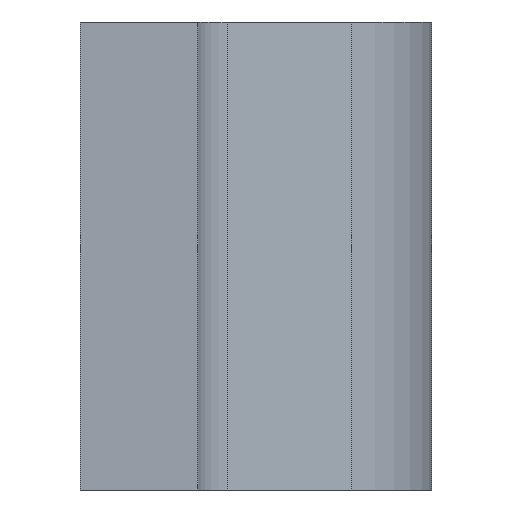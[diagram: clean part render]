
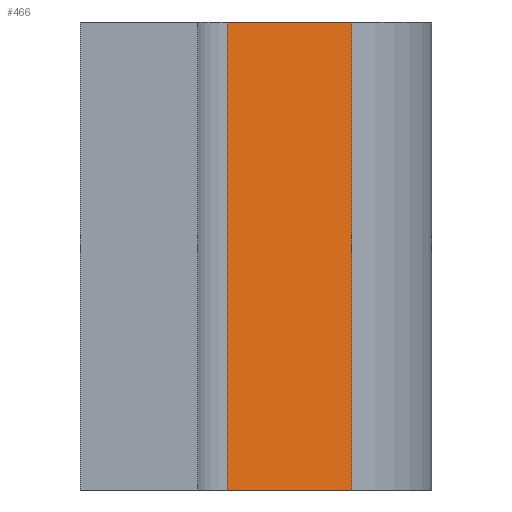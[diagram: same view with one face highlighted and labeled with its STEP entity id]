
A CAD part, left-side view. The second image highlights one B-rep face of the part: STEP entity #466.
In plain terms, the highlighted planar face has unit normal (-0.819, -0.574, 0).
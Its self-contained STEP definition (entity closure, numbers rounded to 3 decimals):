
#52=DIRECTION('',(0.573,-0.819,0.));
#53=VECTOR('',#52,6.479);
#54=CARTESIAN_POINT('',(-90.965,27.222,-10.));
#55=LINE('',#54,#53);
#126=DIRECTION('',(0.573,-0.819,0.));
#127=VECTOR('',#126,6.479);
#128=CARTESIAN_POINT('',(-90.965,27.222,10.));
#129=LINE('',#128,#127);
#165=DIRECTION('',(0.,0.,1.));
#166=VECTOR('',#165,20.);
#167=CARTESIAN_POINT('',(-90.965,27.222,-10.));
#168=LINE('',#167,#166);
#169=DIRECTION('',(0.,0.,-1.));
#170=VECTOR('',#169,20.);
#171=CARTESIAN_POINT('',(-87.249,21.914,10.));
#172=LINE('',#171,#170);
#260=CARTESIAN_POINT('',(-87.249,21.914,-10.));
#262=VERTEX_POINT('',#260);
#263=CARTESIAN_POINT('',(-87.249,21.914,10.));
#264=VERTEX_POINT('',#263);
#267=CARTESIAN_POINT('',(-90.965,27.222,-10.));
#268=CARTESIAN_POINT('',(-90.965,27.222,10.));
#269=VERTEX_POINT('',#267);
#270=VERTEX_POINT('',#268);
#454=CARTESIAN_POINT('',(-91.86,28.501,-10.));
#455=DIRECTION('',(-0.819,-0.573,0.));
#456=DIRECTION('',(0.573,-0.819,0.));
#457=AXIS2_PLACEMENT_3D('',#454,#455,#456);
#458=PLANE('',#457);
#460=ORIENTED_EDGE('',*,*,#459,.T.);
#461=ORIENTED_EDGE('',*,*,#394,.T.);
#462=ORIENTED_EDGE('',*,*,#447,.T.);
#463=ORIENTED_EDGE('',*,*,#320,.F.);
#464=EDGE_LOOP('',(#460,#461,#462,#463));
#465=FACE_OUTER_BOUND('',#464,.F.);
#466=ADVANCED_FACE('',(#465),#458,.T.);
#320=EDGE_CURVE('',#269,#262,#55,.T.);
#394=EDGE_CURVE('',#270,#264,#129,.T.);
#447=EDGE_CURVE('',#264,#262,#172,.T.);
#459=EDGE_CURVE('',#269,#270,#168,.T.);
